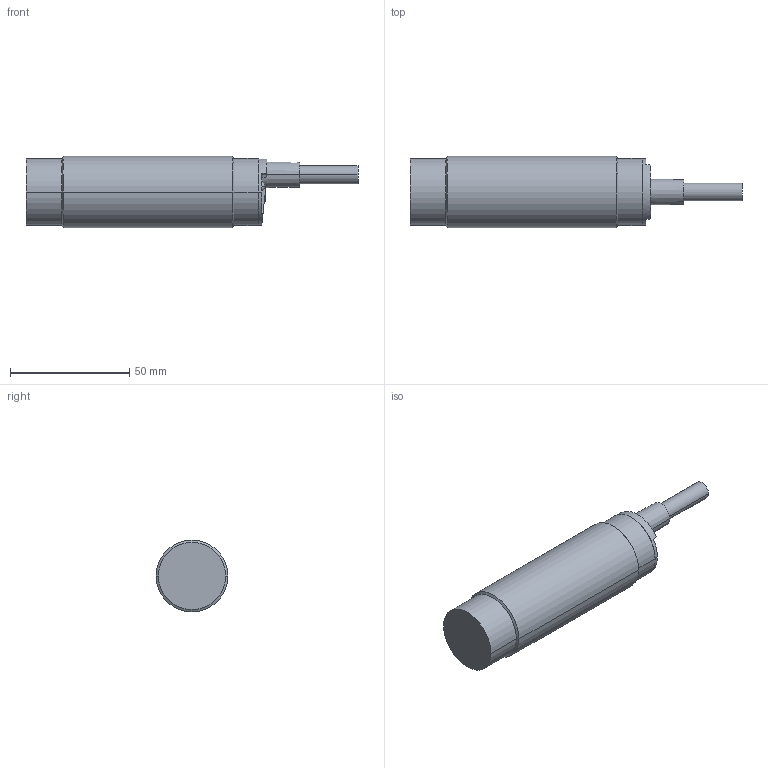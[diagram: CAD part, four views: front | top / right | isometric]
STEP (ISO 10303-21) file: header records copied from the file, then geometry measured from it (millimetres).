
FILE_DESCRIPTION(('Creo Elements/Direct Modeling STEP Export'),'2;1');
FILE_NAME('CA30CLN12MT.stp','2019-01-22T12:50:19',('Palle Edslev '),('EDSLEV A/S'),'Creo Elements/Direct Modeling STEP processor for AP214 (Solid Model)','Creo Elements/Direct Modeling 18.1H 24-Oct-2015 (C) Parametric Technology GmbH','');
FILE_SCHEMA(('AUTOMOTIVE_DESIGN { 1 0 10303 214 1 1 1 1 }'));
Length unit declared in the file: millimetre
Products named in the file (1): CA30CLN12MT
Bounding box: 139 x 30 x 30 mm (x, y, z)
Volume: 69961.2 mm3; surface area: 12518.9 mm2
Topology: 1 solids, 1 shells, 70 faces, 173 edges, 111 vertices
Faces by surface type: plane 27, cylinder 20, cone 16, bspline 5, sphere 2
Entity records: 4129 total; most frequent: CARTESIAN_POINT 2591, ORIENTED_EDGE 342, DIRECTION 281, EDGE_CURVE 171, VERTEX_POINT 111, AXIS2_PLACEMENT_3D 109, EDGE_LOOP 78, FACE_OUTER_BOUND 70
